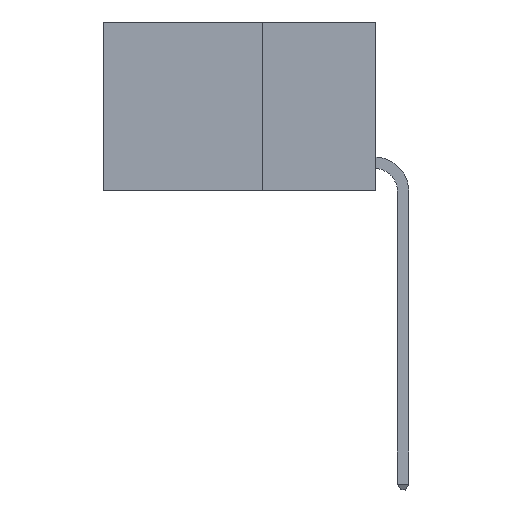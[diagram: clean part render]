
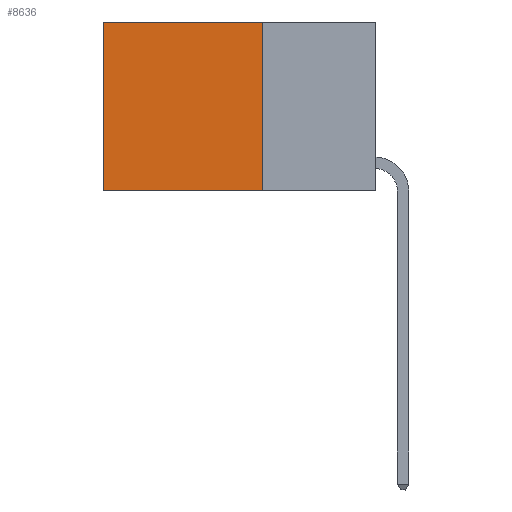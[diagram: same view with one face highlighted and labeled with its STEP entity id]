
A CAD part, left-side view. The second image highlights one B-rep face of the part: STEP entity #8636.
In plain terms, the highlighted planar face has unit normal (-1, 0, 0).
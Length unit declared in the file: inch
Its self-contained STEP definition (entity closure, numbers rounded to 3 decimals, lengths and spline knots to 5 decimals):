
#53 = DIRECTION ( 'NONE',  ( 1., 0., 0. ) ) ;
#230 = LINE ( 'NONE', #7029, #8487 ) ;
#717 = CARTESIAN_POINT ( 'NONE',  ( 0.2625, 0.25, -0.37 ) ) ;
#1637 = LINE ( 'NONE', #4785, #7885 ) ;
#2034 = AXIS2_PLACEMENT_3D ( 'NONE', #9493, #53, #5933 ) ;
#2114 = VERTEX_POINT ( 'NONE', #8917 ) ;
#2202 = VERTEX_POINT ( 'NONE', #7308 ) ;
#2622 = VERTEX_POINT ( 'NONE', #6019 ) ;
#3149 = DIRECTION ( 'NONE',  ( 0., 1., 0. ) ) ;
#3234 = LINE ( 'NONE', #8439, #7360 ) ;
#4683 = DIRECTION ( 'NONE',  ( 0., 0., -1. ) ) ;
#4785 = CARTESIAN_POINT ( 'NONE',  ( 0.2625, 0.25, 0. ) ) ;
#4863 = LINE ( 'NONE', #9442, #9083 ) ;
#5062 = DIRECTION ( 'NONE',  ( 0., 1., 0. ) ) ;
#5588 = ORIENTED_EDGE ( 'NONE', *, *, #6741, .T. ) ;
#5744 = EDGE_CURVE ( 'NONE', #9219, #2202, #4863, .T. ) ;
#5933 = DIRECTION ( 'NONE',  ( 0., 0., -1. ) ) ;
#5946 = ORIENTED_EDGE ( 'NONE', *, *, #5744, .F. ) ;
#6019 = CARTESIAN_POINT ( 'NONE',  ( 0.2625, 0.6, 0. ) ) ;
#6241 = ORIENTED_EDGE ( 'NONE', *, *, #7490, .T. ) ;
#6276 = DIRECTION ( 'NONE',  ( 0., 0., -1. ) ) ;
#6741 = EDGE_CURVE ( 'NONE', #2622, #2202, #230, .T. ) ;
#7029 = CARTESIAN_POINT ( 'NONE',  ( 0.2625, 0.6, 0. ) ) ;
#7308 = CARTESIAN_POINT ( 'NONE',  ( 0.2625, 0.6, -0.37 ) ) ;
#7360 = VECTOR ( 'NONE', #4683, 39.37008 ) ;
#7490 = EDGE_CURVE ( 'NONE', #2114, #2622, #1637, .T. ) ;
#7543 = FACE_OUTER_BOUND ( 'NONE', #9560, .T. ) ;
#7885 = VECTOR ( 'NONE', #3149, 39.37008 ) ;
#8439 = CARTESIAN_POINT ( 'NONE',  ( 0.2625, 0.25, 0. ) ) ;
#8487 = VECTOR ( 'NONE', #6276, 39.37008 ) ;
#8636 = ADVANCED_FACE ( 'NONE', ( #7543 ), #8860, .F. ) ;
#8860 = PLANE ( 'NONE',  #2034 ) ;
#8917 = CARTESIAN_POINT ( 'NONE',  ( 0.2625, 0.25, 0. ) ) ;
#8932 = ORIENTED_EDGE ( 'NONE', *, *, #9878, .F. ) ;
#9083 = VECTOR ( 'NONE', #5062, 39.37008 ) ;
#9219 = VERTEX_POINT ( 'NONE', #717 ) ;
#9442 = CARTESIAN_POINT ( 'NONE',  ( 0.2625, 0.25, -0.37 ) ) ;
#9493 = CARTESIAN_POINT ( 'NONE',  ( 0.2625, 0.25, 0. ) ) ;
#9560 = EDGE_LOOP ( 'NONE', ( #5588, #5946, #8932, #6241 ) ) ;
#9878 = EDGE_CURVE ( 'NONE', #2114, #9219, #3234, .T. ) ;
